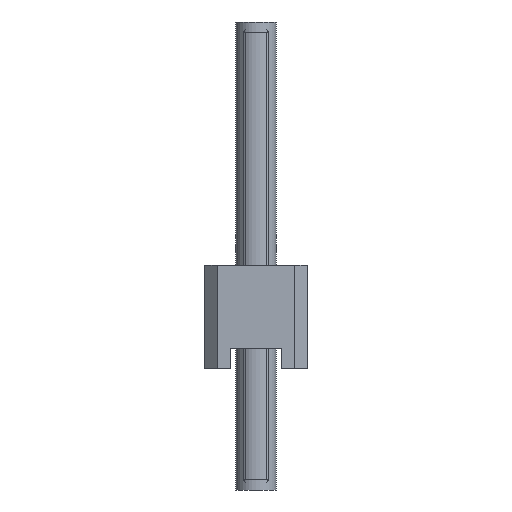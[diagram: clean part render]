
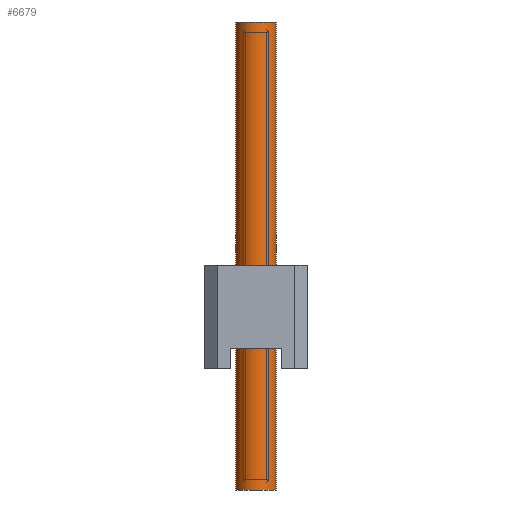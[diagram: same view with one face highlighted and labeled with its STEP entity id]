
A CAD part, left-side view. The second image highlights one B-rep face of the part: STEP entity #6679.
In plain terms, the highlighted cylindrical face has radius 0.5 mm (diameter 1 mm), a full revolution.
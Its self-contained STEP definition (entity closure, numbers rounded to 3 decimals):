
#3786=ORIENTED_EDGE('',*,*,#4736,.F.);
#3787=ORIENTED_EDGE('',*,*,#4737,.T.);
#4736=EDGE_CURVE('',#5370,#5370,#5540,.T.);
#4737=EDGE_CURVE('',#5371,#5371,#5541,.T.);
#5370=VERTEX_POINT('',#10972);
#5371=VERTEX_POINT('',#10974);
#5540=CIRCLE('',#7221,0.5);
#5541=CIRCLE('',#7222,0.5);
#5904=EDGE_LOOP('',(#3786));
#5905=EDGE_LOOP('',(#3787));
#6268=FACE_BOUND('',#5904,.T.);
#6269=FACE_BOUND('',#5905,.T.);
#6358=CYLINDRICAL_SURFACE('',#7220,0.5);
#6679=ADVANCED_FACE('',(#6268,#6269),#6358,.F.);
#7220=AXIS2_PLACEMENT_3D('',#10970,#9020,#9021);
#7221=AXIS2_PLACEMENT_3D('',#10971,#9022,#9023);
#7222=AXIS2_PLACEMENT_3D('',#10973,#9024,#9025);
#9020=DIRECTION('',(0.,0.,1.));
#9021=DIRECTION('',(1.,0.,0.));
#9022=DIRECTION('',(0.,0.,-1.));
#9023=DIRECTION('',(1.,0.,0.));
#9024=DIRECTION('',(0.,0.,-1.));
#9025=DIRECTION('',(1.,0.,0.));
#10970=CARTESIAN_POINT('',(0.,0.,0.));
#10971=CARTESIAN_POINT('',(0.,0.,11.54));
#10972=CARTESIAN_POINT('',(0.5,0.,11.54));
#10973=CARTESIAN_POINT('',(0.,0.,0.));
#10974=CARTESIAN_POINT('',(0.5,0.,0.));
